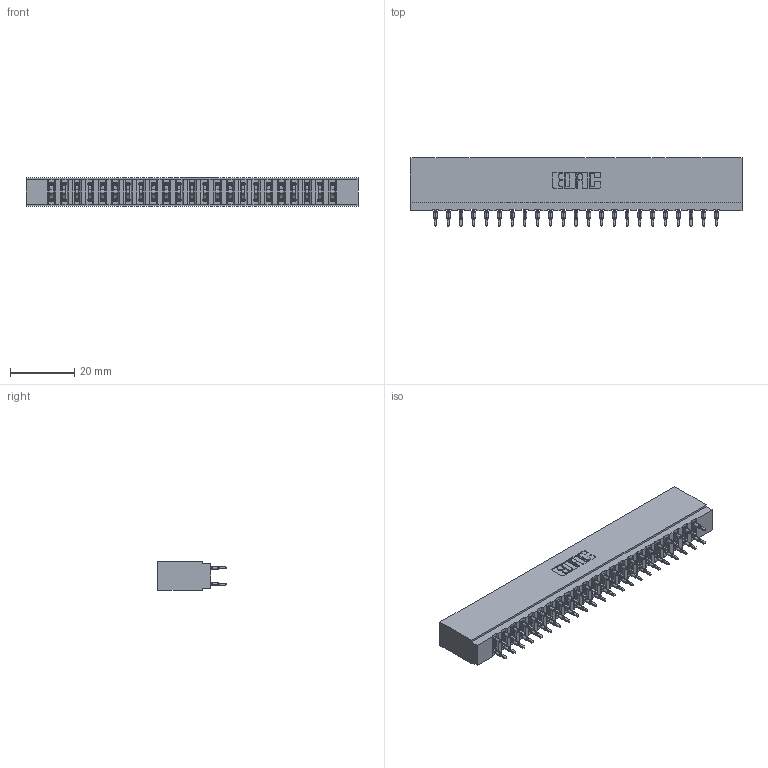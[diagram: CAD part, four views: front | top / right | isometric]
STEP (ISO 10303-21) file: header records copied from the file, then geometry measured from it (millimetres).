
FILE_DESCRIPTION (( 'STEP AP203' ), '1' );
FILE_NAME ('737-046-560-201.STEP', '2020-09-11T04:14:03', ( '' ), ( '' ), 'SwSTEP 2.0', 'SolidWorks 2020', '' );
FILE_SCHEMA (( 'CONFIG_CONTROL_DESIGN' ));
Length unit declared in the file: inch
Products named in the file (3): 737-046-560-201; 745-292-001_560; 737 Part_Insulator Option - 01
Assembly tree (47 placements, depth 2):
  737-046-560-201
    737 Part_Insulator Option - 01
    745-292-001_560  x46
Bounding box: 102.97 x 21.22 x 8.89 mm (x, y, z)
Volume: 10468.5 mm3; surface area: 15609.2 mm2
Topology: 47 solids, 47 shells, 4648 faces, 12721 edges, 8082 vertices
Faces by surface type: plane 2423, cylinder 1029, bspline 920, torus 276
Entity records: 42370 total; most frequent: CARTESIAN_POINT 7865, ORIENTED_EDGE 7262, DIRECTION 6359, EDGE_CURVE 3631, VECTOR 3303, LINE 3303, VERTEX_POINT 2322, AXIS2_PLACEMENT_3D 1528
